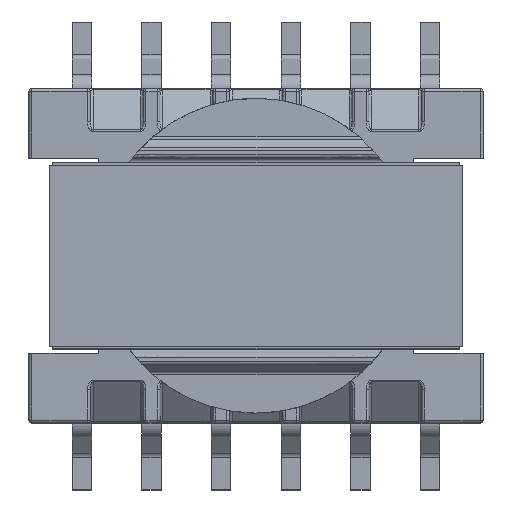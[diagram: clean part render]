
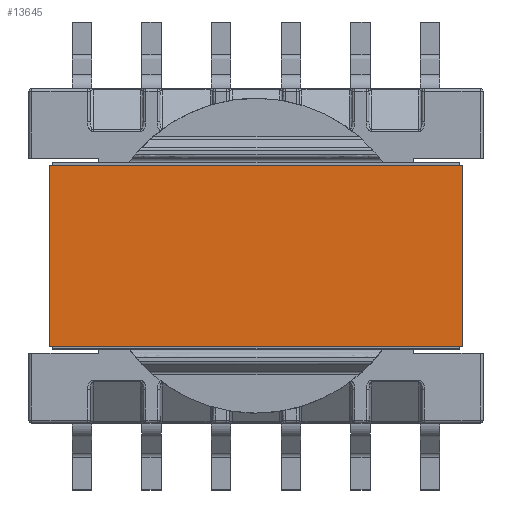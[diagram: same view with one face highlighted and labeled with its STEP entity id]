
A CAD part, top view. The second image highlights one B-rep face of the part: STEP entity #13645.
In plain terms, the highlighted free-form (B-spline) face has degree [1, 1] with [2, 2] control points.
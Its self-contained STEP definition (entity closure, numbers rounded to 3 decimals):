
#13500 = VERTEX_POINT('',#13501);
#13501 = CARTESIAN_POINT('',(-9.837,4.309,
    5.727));
#13506 = EDGE_CURVE('',#13500,#13507,#13509,.T.);
#13507 = VERTEX_POINT('',#13508);
#13508 = CARTESIAN_POINT('',(9.837,4.309,
    5.727));
#13509 = B_SPLINE_CURVE_WITH_KNOTS('',1,(#13510,#13511),.UNSPECIFIED.,
  .F.,.F.,(2,2),(-0.12,14.72),.PIECEWISE_BEZIER_KNOTS.);
#13510 = CARTESIAN_POINT('',(-9.837,4.309,
    5.727));
#13511 = CARTESIAN_POINT('',(9.837,4.309,
    5.727));
#13566 = VERTEX_POINT('',#13567);
#13567 = CARTESIAN_POINT('',(-9.837,-4.309,
    5.727));
#13580 = VERTEX_POINT('',#13581);
#13581 = CARTESIAN_POINT('',(9.837,-4.309,
    5.727));
#13586 = EDGE_CURVE('',#13566,#13580,#13587,.T.);
#13587 = B_SPLINE_CURVE_WITH_KNOTS('',1,(#13588,#13589),.UNSPECIFIED.,
  .F.,.F.,(2,2),(-0.12,14.72),.PIECEWISE_BEZIER_KNOTS.);
#13588 = CARTESIAN_POINT('',(-9.837,-4.309,
    5.727));
#13589 = CARTESIAN_POINT('',(9.837,-4.309,
    5.727));
#13630 = EDGE_CURVE('',#13500,#13566,#13631,.T.);
#13631 = B_SPLINE_CURVE_WITH_KNOTS('',1,(#13632,#13633),.UNSPECIFIED.,
  .F.,.F.,(2,2),(-0.,6.5),.PIECEWISE_BEZIER_KNOTS.);
#13632 = CARTESIAN_POINT('',(-9.837,4.309,
    5.727));
#13633 = CARTESIAN_POINT('',(-9.837,-4.309,
    5.727));
#13645 = ADVANCED_FACE('',(#13646),#13656,.F.);
#13646 = FACE_BOUND('',#13647,.T.);
#13647 = EDGE_LOOP('',(#13648,#13649,#13654,#13655));
#13648 = ORIENTED_EDGE('',*,*,#13586,.T.);
#13649 = ORIENTED_EDGE('',*,*,#13650,.F.);
#13650 = EDGE_CURVE('',#13507,#13580,#13651,.T.);
#13651 = B_SPLINE_CURVE_WITH_KNOTS('',1,(#13652,#13653),.UNSPECIFIED.,
  .F.,.F.,(2,2),(-0.,6.5),.PIECEWISE_BEZIER_KNOTS.);
#13652 = CARTESIAN_POINT('',(9.837,4.309,
    5.727));
#13653 = CARTESIAN_POINT('',(9.837,-4.309,
    5.727));
#13654 = ORIENTED_EDGE('',*,*,#13506,.F.);
#13655 = ORIENTED_EDGE('',*,*,#13630,.T.);
#13656 = B_SPLINE_SURFACE_WITH_KNOTS('',1,1,(
    (#13657,#13658)
    ,(#13659,#13660
    )),.UNSPECIFIED.,.F.,.F.,.F.,(2,2),(2,2),(-14.72,0.12),(-6.5,0.),
  .PIECEWISE_BEZIER_KNOTS.);
#13657 = CARTESIAN_POINT('',(9.837,-4.309,
    5.727));
#13658 = CARTESIAN_POINT('',(9.837,4.309,
    5.727));
#13659 = CARTESIAN_POINT('',(-9.837,-4.309,
    5.727));
#13660 = CARTESIAN_POINT('',(-9.837,4.309,
    5.727));
